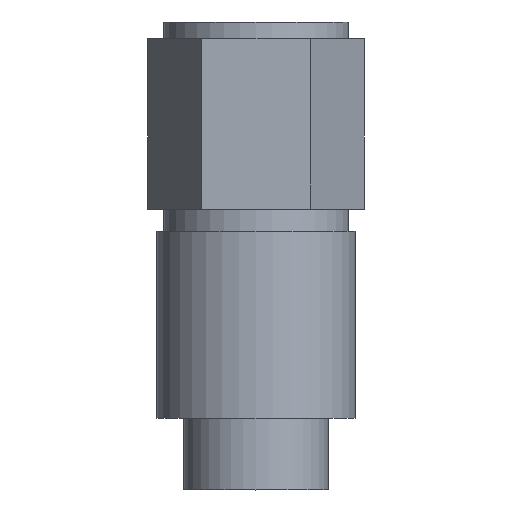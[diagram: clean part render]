
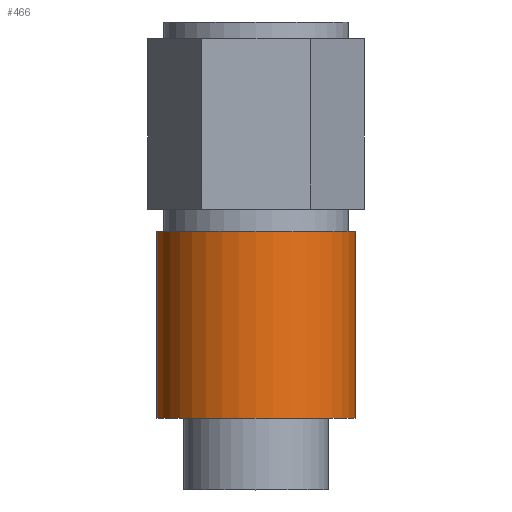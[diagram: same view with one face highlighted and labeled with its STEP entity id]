
A CAD part, top view. The second image highlights one B-rep face of the part: STEP entity #466.
In plain terms, the highlighted cylindrical face has radius 9 mm (diameter 18 mm), a full revolution.
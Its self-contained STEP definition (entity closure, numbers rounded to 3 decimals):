
#19=B_SPLINE_CURVE_WITH_KNOTS('',3,(#828,#829,#830,#831,#832,#833,#834,
#835,#836,#837,#838,#839,#840,#841,#842,#843,#844,#845,#846),
 .UNSPECIFIED.,.T.,.F.,(1,1,1,1,1,1,1,1,1,1,1,1,1,1,1,1,1,1,1,1,1,1,1),
(-0.005,-0.003,-0.002,0.,0.002,
0.003,0.005,0.006,0.008,
0.009,0.011,0.013,0.014,
0.016,0.017,0.019,0.021,
0.022,0.024,0.025,0.027,
0.028,0.03),.UNSPECIFIED.);
#168=ORIENTED_EDGE('',*,*,#219,.T.);
#169=ORIENTED_EDGE('',*,*,#221,.T.);
#170=ORIENTED_EDGE('',*,*,#225,.F.);
#219=EDGE_CURVE('',#260,#260,#288,.T.);
#221=EDGE_CURVE('',#262,#262,#290,.T.);
#225=EDGE_CURVE('',#266,#266,#19,.T.);
#260=VERTEX_POINT('',#801);
#262=VERTEX_POINT('',#806);
#266=VERTEX_POINT('',#847);
#288=CIRCLE('',#541,9.);
#290=CIRCLE('',#544,9.);
#345=EDGE_LOOP('',(#168));
#346=EDGE_LOOP('',(#169));
#347=EDGE_LOOP('',(#170));
#410=FACE_BOUND('',#345,.T.);
#411=FACE_BOUND('',#346,.T.);
#412=FACE_BOUND('',#347,.T.);
#433=CYLINDRICAL_SURFACE('',#551,9.);
#466=ADVANCED_FACE('',(#410,#411,#412),#433,.T.);
#541=AXIS2_PLACEMENT_3D('',#800,#666,#667);
#544=AXIS2_PLACEMENT_3D('',#805,#672,#673);
#551=AXIS2_PLACEMENT_3D('',#827,#686,#687);
#666=DIRECTION('',(0.,0.,-1.));
#667=DIRECTION('',(-1.,0.,0.));
#672=DIRECTION('',(0.,0.,1.));
#673=DIRECTION('',(-1.,0.,0.));
#686=DIRECTION('',(0.,0.,1.));
#687=DIRECTION('',(-1.,0.,0.));
#800=CARTESIAN_POINT('',(0.,0.,8.5));
#801=CARTESIAN_POINT('',(-9.,0.,8.5));
#805=CARTESIAN_POINT('',(0.,0.,-8.5));
#806=CARTESIAN_POINT('',(-9.,0.,-8.5));
#827=CARTESIAN_POINT('',(0.,0.,0.));
#828=CARTESIAN_POINT('',(-3.782,8.175,-1.594));
#829=CARTESIAN_POINT('',(-4.109,8.006,0.001));
#830=CARTESIAN_POINT('',(-3.783,8.175,1.589));
#831=CARTESIAN_POINT('',(-2.901,8.546,2.897));
#832=CARTESIAN_POINT('',(-1.593,8.9,3.782));
#833=CARTESIAN_POINT('',(-0.008,9.049,4.108));
#834=CARTESIAN_POINT('',(1.586,8.902,3.786));
#835=CARTESIAN_POINT('',(2.899,8.547,2.899));
#836=CARTESIAN_POINT('',(3.781,8.176,1.596));
#837=CARTESIAN_POINT('',(4.109,8.006,0.002));
#838=CARTESIAN_POINT('',(3.784,8.174,-1.588));
#839=CARTESIAN_POINT('',(2.902,8.546,-2.896));
#840=CARTESIAN_POINT('',(1.594,8.9,-3.782));
#841=CARTESIAN_POINT('',(0.008,9.05,-4.108));
#842=CARTESIAN_POINT('',(-1.587,8.902,-3.786));
#843=CARTESIAN_POINT('',(-2.9,8.547,-2.898));
#844=CARTESIAN_POINT('',(-3.782,8.175,-1.594));
#845=CARTESIAN_POINT('',(-4.109,8.006,0.001));
#846=CARTESIAN_POINT('',(-3.783,8.175,1.589));
#847=CARTESIAN_POINT('',(-4.,8.062,0.));
